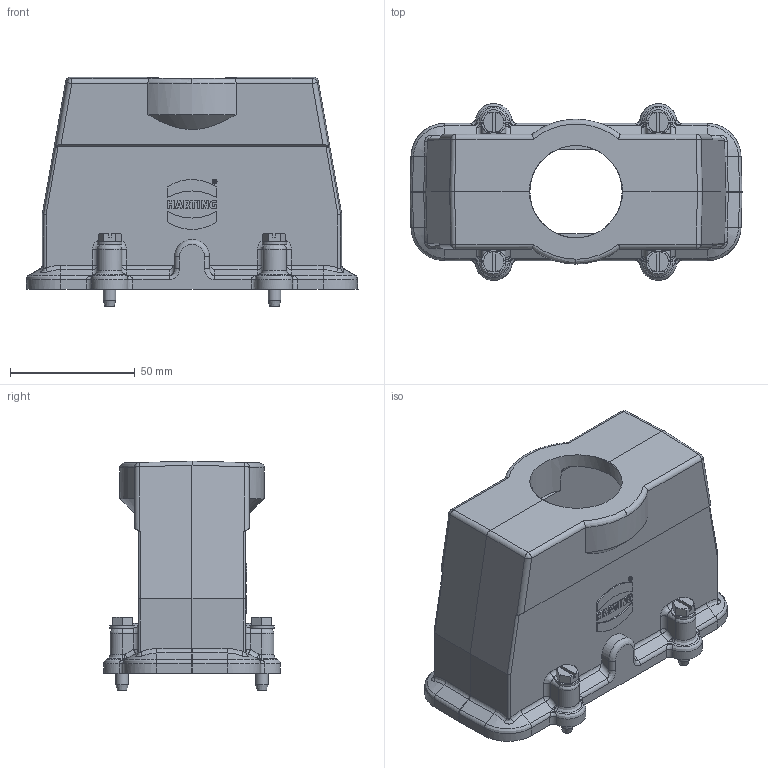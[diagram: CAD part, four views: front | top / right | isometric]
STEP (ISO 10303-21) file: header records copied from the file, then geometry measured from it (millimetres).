
FILE_DESCRIPTION(/* description */ (''),/* implementation_level */ '2;1');
FILE_NAME(/* name */ '100769310ugm000_a.stp',/* time_stamp */ '2018-03-07T14:54:24+01:00',/* author */ (''),/* organization */ (''),/* preprocessor_version */ 'ST-DEVELOPER v16',/* originating_system */ 'SIEMENS PLM Software NX 10.0',/* authorisation */ '');
FILE_SCHEMA (('AUTOMOTIVE_DESIGN { 1 0 10303 214 3 1 1 1 }'));
Length unit declared in the file: millimetre
Products named in the file (1): 100769310ugm000_a
Bounding box: 133 x 70.79 x 92 mm (x, y, z)
Volume: 148202.2 mm3; surface area: 63136.4 mm2
Topology: 1 solids, 5 shells, 755 faces, 1808 edges, 1065 vertices
Faces by surface type: plane 263, bspline 219, cylinder 210, cone 54, extrusion 9
Full cylindrical faces by diameter (mm): 1.507 x1, 1.972 x1, 3 x4, 4.45 x4, 5 x4, 9.8 x4, 37 x1
Entity records: 35835 total; most frequent: CARTESIAN_POINT 15068, ORIENTED_EDGE 3478, DIRECTION 2757, EDGE_CURVE 1739, VERTEX_POINT 1044, AXIS2_PLACEMENT_3D 973, EDGE_LOOP 815, VECTOR 811
